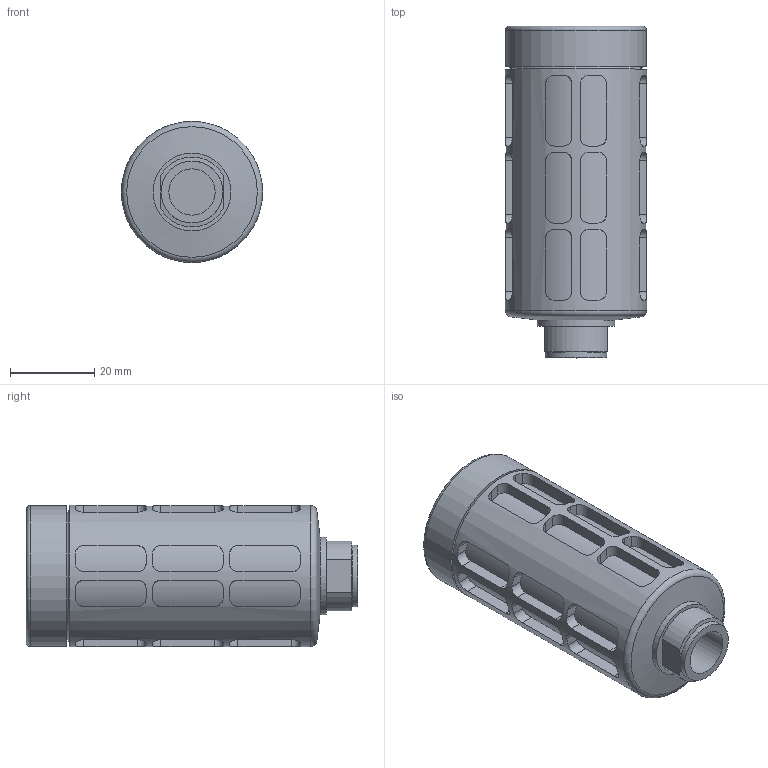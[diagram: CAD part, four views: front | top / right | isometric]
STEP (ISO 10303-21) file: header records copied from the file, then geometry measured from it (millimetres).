
FILE_DESCRIPTION(/* description */ ('STEP AP214'),/* implementation_level */ '2;1');
FILE_NAME(/* name */ '2309_U-3_8',/* time_stamp */ '2024-09-12T08:56:59+02:00',/* author */ ('License CC BY-ND 4.0'),/* organization */ ('CADENAS'),/* preprocessor_version */ 'ST-DEVELOPER v19.3',/* originating_system */ 'PARTsolutions',/* authorisation */ ' ');
FILE_SCHEMA (('AUTOMOTIVE_DESIGN {1 0 10303 214 3 1 1}'));
Length unit declared in the file: millimetre
Products named in the file (1): 2309 U-3/8
Bounding box: 33.5 x 78.8 x 33.5 mm (x, y, z)
Volume: 45905.7 mm3; surface area: 15787.4 mm2
Topology: 1 solids, 1 shells, 239 faces, 618 edges, 410 vertices
Faces by surface type: cylinder 128, plane 105, torus 4, cone 2
Full cylindrical faces by diameter (mm): 11 x1, 14.05 x1, 14.7 x1, 18.5 x1, 33.5 x2
Entity records: 9256 total; most frequent: CARTESIAN_POINT 2028, ORIENTED_EDGE 1210, DIRECTION 1008, EDGE_CURVE 605, VERTEX_POINT 409, AXIS2_PLACEMENT_3D 357, LINE 294, VECTOR 294
